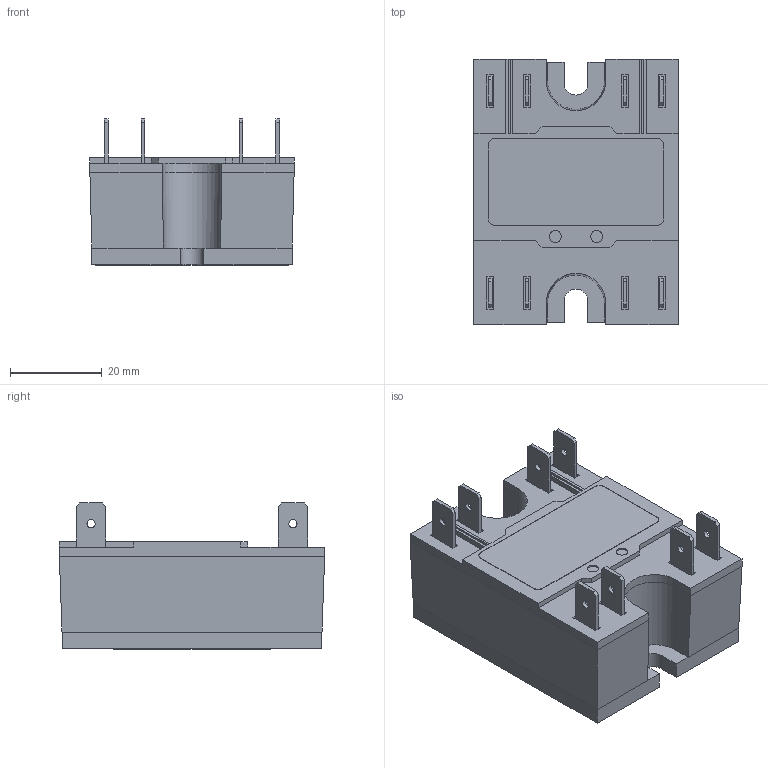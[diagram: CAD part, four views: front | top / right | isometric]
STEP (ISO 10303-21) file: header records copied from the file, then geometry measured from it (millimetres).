
FILE_DESCRIPTION((''),'2;1');
FILE_NAME('CGI1421-00.stp','2018-04-24T13:26:04',(''),(''),'Mechanical Desktop 2011','Mechanical Desktop 2011',', , ');
FILE_SCHEMA(('AUTOMOTIVE_DESIGN { 1 2 10303 214 1 1 1 1 }'));
Length unit declared in the file: millimetre
Products named in the file (2): Product; CGI1421-00
Bounding box: 44.5 x 57.8 x 31.82 mm (x, y, z)
Volume: 52808.8 mm3; surface area: 12456.4 mm2
Topology: 1 solids, 1 shells, 205 faces, 526 edges, 344 vertices
Faces by surface type: plane 131, bspline 47, cylinder 27
Entity records: 6248 total; most frequent: CARTESIAN_POINT 1260, ORIENTED_EDGE 1052, DIRECTION 904, EDGE_CURVE 526, VECTOR 468, LINE 468, VERTEX_POINT 344, EDGE_LOOP 242
